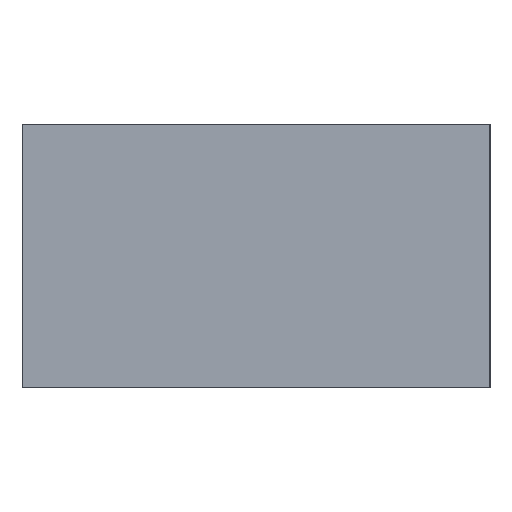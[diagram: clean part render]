
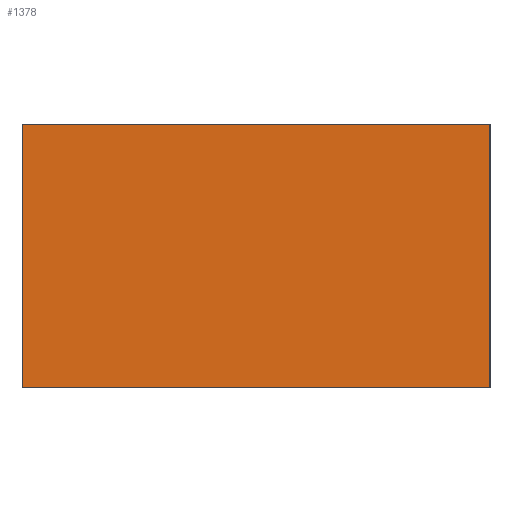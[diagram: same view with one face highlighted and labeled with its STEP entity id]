
A CAD part, left-side view. The second image highlights one B-rep face of the part: STEP entity #1378.
In plain terms, the highlighted planar face has unit normal (-1, 0, 0).
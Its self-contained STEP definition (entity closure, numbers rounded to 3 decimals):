
#2 = PLANE ( 'NONE',  #811 ) ;
#26 = DIRECTION ( 'NONE',  ( 1., 0., 0. ) ) ;
#27 = EDGE_CURVE ( 'NONE', #1509, #1122, #432, .T. ) ;
#80 = ORIENTED_EDGE ( 'NONE', *, *, #27, .T. ) ;
#83 = CARTESIAN_POINT ( 'NONE',  ( -0.8, -0.4, -0.225 ) ) ;
#120 = CARTESIAN_POINT ( 'NONE',  ( -0.8, -0.4, 0.225 ) ) ;
#161 = CARTESIAN_POINT ( 'NONE',  ( -0.8, -0.4, 0.225 ) ) ;
#180 = CARTESIAN_POINT ( 'NONE',  ( -0.8, 0.4, 0.225 ) ) ;
#395 = CARTESIAN_POINT ( 'NONE',  ( -0.8, 0.4, 0.225 ) ) ;
#432 = LINE ( 'NONE', #83, #1012 ) ;
#499 = VERTEX_POINT ( 'NONE', #161 ) ;
#500 = DIRECTION ( 'NONE',  ( 0., 0., -1. ) ) ;
#524 = ORIENTED_EDGE ( 'NONE', *, *, #1467, .F. ) ;
#527 = ORIENTED_EDGE ( 'NONE', *, *, #1196, .T. ) ;
#552 = CARTESIAN_POINT ( 'NONE',  ( -0.8, 0.4, -0.225 ) ) ;
#627 = EDGE_LOOP ( 'NONE', ( #80, #692, #524, #527 ) ) ;
#676 = VECTOR ( 'NONE', #1535, 1000. ) ;
#683 = EDGE_CURVE ( 'NONE', #499, #1122, #1021, .T. ) ;
#692 = ORIENTED_EDGE ( 'NONE', *, *, #683, .F. ) ;
#763 = LINE ( 'NONE', #1351, #1358 ) ;
#767 = CARTESIAN_POINT ( 'NONE',  ( -0.8, -0.4, -0.225 ) ) ;
#811 = AXIS2_PLACEMENT_3D ( 'NONE', #120, #26, #500 ) ;
#889 = DIRECTION ( 'NONE',  ( 0., -1., 0. ) ) ;
#900 = LINE ( 'NONE', #180, #1178 ) ;
#1012 = VECTOR ( 'NONE', #1277, 1000. ) ;
#1021 = LINE ( 'NONE', #1291, #676 ) ;
#1122 = VERTEX_POINT ( 'NONE', #767 ) ;
#1161 = VERTEX_POINT ( 'NONE', #395 ) ;
#1178 = VECTOR ( 'NONE', #1370, 1000. ) ;
#1196 = EDGE_CURVE ( 'NONE', #1161, #1509, #900, .T. ) ;
#1277 = DIRECTION ( 'NONE',  ( 0., -1., 0. ) ) ;
#1291 = CARTESIAN_POINT ( 'NONE',  ( -0.8, -0.4, 0.225 ) ) ;
#1301 = FACE_OUTER_BOUND ( 'NONE', #627, .T. ) ;
#1351 = CARTESIAN_POINT ( 'NONE',  ( -0.8, -0.4, 0.225 ) ) ;
#1358 = VECTOR ( 'NONE', #889, 1000. ) ;
#1370 = DIRECTION ( 'NONE',  ( 0., 0., -1. ) ) ;
#1378 = ADVANCED_FACE ( 'NONE', ( #1301 ), #2, .F. ) ;
#1467 = EDGE_CURVE ( 'NONE', #1161, #499, #763, .T. ) ;
#1509 = VERTEX_POINT ( 'NONE', #552 ) ;
#1535 = DIRECTION ( 'NONE',  ( 0., 0., -1. ) ) ;
